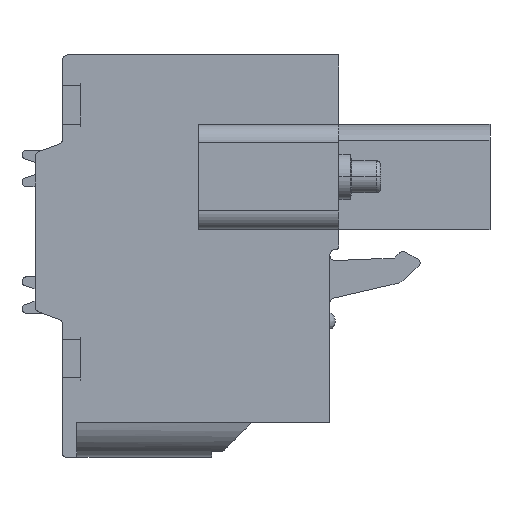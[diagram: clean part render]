
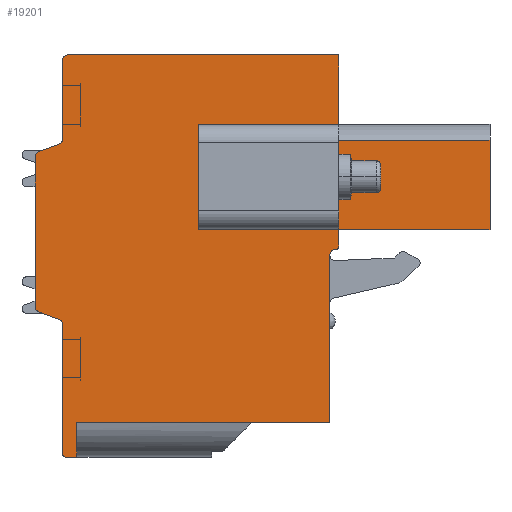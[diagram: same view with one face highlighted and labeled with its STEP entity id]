
A CAD part, front view. The second image highlights one B-rep face of the part: STEP entity #19201.
In plain terms, the highlighted planar face has unit normal (0, -1, 0).
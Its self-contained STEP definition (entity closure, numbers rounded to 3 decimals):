
#399=DIRECTION('',(-1.,0.,0.));
#400=VECTOR('',#399,6.3);
#401=CARTESIAN_POINT('',(2.781,-76.1,1.9));
#402=LINE('',#401,#400);
#403=DIRECTION('',(1.,0.,0.));
#404=VECTOR('',#403,6.3);
#405=CARTESIAN_POINT('',(-3.519,-76.1,7.65));
#406=LINE('',#405,#404);
#407=DIRECTION('',(0.,0.,1.));
#408=VECTOR('',#407,5.75);
#409=CARTESIAN_POINT('',(-3.519,-76.1,1.9));
#410=LINE('',#409,#408);
#411=DIRECTION('',(0.,0.,-1.));
#412=VECTOR('',#411,4.7);
#413=CARTESIAN_POINT('',(4.181,-76.1,11.475));
#414=LINE('',#413,#412);
#415=DIRECTION('',(-1.,0.,0.));
#416=VECTOR('',#415,8.3);
#417=CARTESIAN_POINT('',(12.481,-76.1,6.775));
#418=LINE('',#417,#416);
#419=DIRECTION('',(0.,0.,-1.));
#420=VECTOR('',#419,4.9);
#421=CARTESIAN_POINT('',(12.481,-76.1,6.775));
#422=LINE('',#421,#420);
#423=DIRECTION('',(-1.,0.,0.));
#424=VECTOR('',#423,8.3);
#425=CARTESIAN_POINT('',(12.481,-76.1,1.875));
#426=LINE('',#425,#424);
#427=DIRECTION('',(0.,0.,-1.));
#428=VECTOR('',#427,0.901);
#429=CARTESIAN_POINT('',(4.181,-76.1,1.875));
#430=LINE('',#429,#428);
#431=CARTESIAN_POINT('',(3.981,-76.1,0.974));
#432=DIRECTION('',(0.,1.,0.));
#433=DIRECTION('',(1.,0.,0.));
#434=AXIS2_PLACEMENT_3D('',#431,#432,#433);
#436=CARTESIAN_POINT('',(3.981,-76.1,0.474));
#437=DIRECTION('',(0.,-1.,0.));
#438=DIRECTION('',(0.,0.,1.));
#439=AXIS2_PLACEMENT_3D('',#436,#437,#438);
#441=DIRECTION('',(-1.,0.,0.));
#442=VECTOR('',#441,13.9);
#443=CARTESIAN_POINT('',(3.681,-76.1,-8.725));
#444=LINE('',#443,#442);
#445=DIRECTION('',(0.,0.,-1.));
#446=VECTOR('',#445,1.9);
#447=CARTESIAN_POINT('',(-10.219,-76.1,-8.725));
#448=LINE('',#447,#446);
#449=DIRECTION('',(-1.,0.,0.));
#450=VECTOR('',#449,0.6);
#451=CARTESIAN_POINT('',(-10.219,-76.1,-10.625));
#452=LINE('',#451,#450);
#453=CARTESIAN_POINT('',(-10.819,-76.1,-10.425));
#454=DIRECTION('',(0.,1.,0.));
#455=DIRECTION('',(0.,0.,-1.));
#456=AXIS2_PLACEMENT_3D('',#453,#454,#455);
#458=DIRECTION('',(0.,0.,1.));
#459=VECTOR('',#458,7.095);
#460=CARTESIAN_POINT('',(-11.019,-76.1,-10.425));
#461=LINE('',#460,#459);
#462=CARTESIAN_POINT('',(-11.319,-76.1,-3.33));
#463=DIRECTION('',(0.,-1.,0.));
#464=DIRECTION('',(1.,0.,0.));
#465=AXIS2_PLACEMENT_3D('',#462,#463,#464);
#467=DIRECTION('',(-0.94,0.,0.342));
#468=VECTOR('',#467,1.176);
#469=CARTESIAN_POINT('',(-11.216,-76.1,-3.048));
#470=LINE('',#469,#468);
#471=CARTESIAN_POINT('',(-12.219,-76.1,-2.364));
#472=DIRECTION('',(0.,1.,0.));
#473=DIRECTION('',(-0.342,0.,-0.94));
#474=AXIS2_PLACEMENT_3D('',#471,#472,#473);
#476=DIRECTION('',(0.,0.,1.));
#477=VECTOR('',#476,8.238);
#478=CARTESIAN_POINT('',(-12.519,-76.1,-2.364));
#479=LINE('',#478,#477);
#480=CARTESIAN_POINT('',(-12.219,-76.1,5.874));
#481=DIRECTION('',(0.,1.,0.));
#482=DIRECTION('',(-1.,0.,0.));
#483=AXIS2_PLACEMENT_3D('',#480,#481,#482);
#485=DIRECTION('',(0.94,0.,0.342));
#486=VECTOR('',#485,1.176);
#487=CARTESIAN_POINT('',(-12.321,-76.1,6.156));
#488=LINE('',#487,#486);
#489=CARTESIAN_POINT('',(-11.319,-76.1,6.84));
#490=DIRECTION('',(0.,-1.,0.));
#491=DIRECTION('',(0.342,0.,-0.94));
#492=AXIS2_PLACEMENT_3D('',#489,#490,#491);
#494=DIRECTION('',(0.,0.,1.));
#495=VECTOR('',#494,4.335);
#496=CARTESIAN_POINT('',(-11.019,-76.1,6.84));
#497=LINE('',#496,#495);
#498=CARTESIAN_POINT('',(-10.719,-76.1,11.175));
#499=DIRECTION('',(0.,1.,0.));
#500=DIRECTION('',(-1.,0.,0.));
#501=AXIS2_PLACEMENT_3D('',#498,#499,#500);
#503=DIRECTION('',(1.,0.,0.));
#504=VECTOR('',#503,14.9);
#505=CARTESIAN_POINT('',(-10.719,-76.1,11.475));
#506=LINE('',#505,#504);
#661=DIRECTION('',(0.,0.,1.));
#662=VECTOR('',#661,5.75);
#663=CARTESIAN_POINT('',(2.781,-76.1,1.9));
#664=LINE('',#663,#662);
#3357=DIRECTION('',(0.,0.,1.));
#3358=VECTOR('',#3357,9.199);
#3359=CARTESIAN_POINT('',(3.681,-76.1,-8.725));
#3360=LINE('',#3359,#3358);
#14494=CARTESIAN_POINT('',(-12.519,-76.1,-2.364));
#14495=CARTESIAN_POINT('',(-12.519,-76.1,5.874));
#14496=VERTEX_POINT('',#14494);
#14497=VERTEX_POINT('',#14495);
#14498=CARTESIAN_POINT('',(-12.321,-76.1,6.156));
#14499=VERTEX_POINT('',#14498);
#14500=CARTESIAN_POINT('',(-11.216,-76.1,6.558));
#14501=VERTEX_POINT('',#14500);
#14502=CARTESIAN_POINT('',(-11.019,-76.1,6.84));
#14503=VERTEX_POINT('',#14502);
#14504=CARTESIAN_POINT('',(-11.019,-76.1,11.175));
#14505=VERTEX_POINT('',#14504);
#14506=CARTESIAN_POINT('',(-10.719,-76.1,11.475));
#14507=VERTEX_POINT('',#14506);
#14508=CARTESIAN_POINT('',(4.181,-76.1,11.475));
#14509=VERTEX_POINT('',#14508);
#14510=CARTESIAN_POINT('',(3.681,-76.1,-8.725));
#14511=CARTESIAN_POINT('',(-10.219,-76.1,-8.725));
#14512=VERTEX_POINT('',#14510);
#14513=VERTEX_POINT('',#14511);
#14514=CARTESIAN_POINT('',(-10.219,-76.1,-10.625));
#14515=VERTEX_POINT('',#14514);
#14516=CARTESIAN_POINT('',(-10.819,-76.1,-10.625));
#14517=VERTEX_POINT('',#14516);
#14518=CARTESIAN_POINT('',(-11.019,-76.1,-10.425));
#14519=VERTEX_POINT('',#14518);
#14520=CARTESIAN_POINT('',(-11.019,-76.1,-3.33));
#14521=VERTEX_POINT('',#14520);
#14522=CARTESIAN_POINT('',(-11.216,-76.1,-3.048));
#14523=VERTEX_POINT('',#14522);
#14524=CARTESIAN_POINT('',(-12.321,-76.1,-2.646));
#14525=VERTEX_POINT('',#14524);
#14536=CARTESIAN_POINT('',(4.181,-76.1,0.974));
#14537=CARTESIAN_POINT('',(3.981,-76.1,0.774));
#14538=VERTEX_POINT('',#14536);
#14539=VERTEX_POINT('',#14537);
#14540=CARTESIAN_POINT('',(4.181,-76.1,1.875));
#14541=VERTEX_POINT('',#14540);
#14542=CARTESIAN_POINT('',(3.681,-76.1,0.474));
#14543=VERTEX_POINT('',#14542);
#14544=CARTESIAN_POINT('',(12.481,-76.1,1.875));
#14545=VERTEX_POINT('',#14544);
#15768=CARTESIAN_POINT('',(12.481,-76.1,6.775));
#15769=VERTEX_POINT('',#15768);
#18590=CARTESIAN_POINT('',(-3.519,-76.1,1.9));
#18591=CARTESIAN_POINT('',(-3.519,-76.1,7.65));
#18592=VERTEX_POINT('',#18590);
#18593=VERTEX_POINT('',#18591);
#18612=CARTESIAN_POINT('',(2.781,-76.1,1.9));
#18613=CARTESIAN_POINT('',(2.781,-76.1,7.65));
#18614=VERTEX_POINT('',#18612);
#18615=VERTEX_POINT('',#18613);
#18628=CARTESIAN_POINT('',(4.181,-76.1,6.775));
#18629=VERTEX_POINT('',#18628);
#19139=CARTESIAN_POINT('',(0.,-76.1,0.));
#19140=DIRECTION('',(0.,1.,0.));
#19141=DIRECTION('',(1.,0.,0.));
#19142=AXIS2_PLACEMENT_3D('',#19139,#19140,#19141);
#19143=PLANE('',#19142);
#19144=ORIENTED_EDGE('',*,*,#18895,.T.);
#19146=ORIENTED_EDGE('',*,*,#19145,.F.);
#19148=ORIENTED_EDGE('',*,*,#19147,.T.);
#19150=ORIENTED_EDGE('',*,*,#19149,.T.);
#19152=ORIENTED_EDGE('',*,*,#19151,.T.);
#19154=ORIENTED_EDGE('',*,*,#19153,.T.);
#19156=ORIENTED_EDGE('',*,*,#19155,.T.);
#19158=ORIENTED_EDGE('',*,*,#19157,.F.);
#19160=ORIENTED_EDGE('',*,*,#19159,.T.);
#19162=ORIENTED_EDGE('',*,*,#19161,.T.);
#19164=ORIENTED_EDGE('',*,*,#19163,.T.);
#19166=ORIENTED_EDGE('',*,*,#19165,.T.);
#19168=ORIENTED_EDGE('',*,*,#19167,.T.);
#19170=ORIENTED_EDGE('',*,*,#19169,.T.);
#19172=ORIENTED_EDGE('',*,*,#19171,.T.);
#19174=ORIENTED_EDGE('',*,*,#19173,.T.);
#19176=ORIENTED_EDGE('',*,*,#19175,.T.);
#19178=ORIENTED_EDGE('',*,*,#19177,.T.);
#19180=ORIENTED_EDGE('',*,*,#19179,.T.);
#19182=ORIENTED_EDGE('',*,*,#19181,.T.);
#19184=ORIENTED_EDGE('',*,*,#19183,.T.);
#19186=ORIENTED_EDGE('',*,*,#19185,.T.);
#19188=ORIENTED_EDGE('',*,*,#19187,.T.);
#19189=EDGE_LOOP('',(#19144,#19146,#19148,#19150,#19152,#19154,#19156,#19158,
#19160,#19162,#19164,#19166,#19168,#19170,#19172,#19174,#19176,#19178,#19180,
#19182,#19184,#19186,#19188));
#19190=FACE_OUTER_BOUND('',#19189,.F.);
#19192=ORIENTED_EDGE('',*,*,#19191,.F.);
#19194=ORIENTED_EDGE('',*,*,#19193,.T.);
#19196=ORIENTED_EDGE('',*,*,#19195,.F.);
#19198=ORIENTED_EDGE('',*,*,#19197,.F.);
#19199=EDGE_LOOP('',(#19192,#19194,#19196,#19198));
#19200=FACE_BOUND('',#19199,.F.);
#19201=ADVANCED_FACE('',(#19190,#19200),#19143,.F.);
#435=CIRCLE('',#434,0.2);
#440=CIRCLE('',#439,0.3);
#457=CIRCLE('',#456,0.2);
#466=CIRCLE('',#465,0.3);
#475=CIRCLE('',#474,0.3);
#484=CIRCLE('',#483,0.3);
#493=CIRCLE('',#492,0.3);
#502=CIRCLE('',#501,0.3);
#18895=EDGE_CURVE('',#14509,#18629,#414,.T.);
#19145=EDGE_CURVE('',#15769,#18629,#418,.T.);
#19147=EDGE_CURVE('',#15769,#14545,#422,.T.);
#19149=EDGE_CURVE('',#14545,#14541,#426,.T.);
#19151=EDGE_CURVE('',#14541,#14538,#430,.T.);
#19153=EDGE_CURVE('',#14538,#14539,#435,.T.);
#19155=EDGE_CURVE('',#14539,#14543,#440,.T.);
#19157=EDGE_CURVE('',#14512,#14543,#3360,.T.);
#19159=EDGE_CURVE('',#14512,#14513,#444,.T.);
#19161=EDGE_CURVE('',#14513,#14515,#448,.T.);
#19163=EDGE_CURVE('',#14515,#14517,#452,.T.);
#19165=EDGE_CURVE('',#14517,#14519,#457,.T.);
#19167=EDGE_CURVE('',#14519,#14521,#461,.T.);
#19169=EDGE_CURVE('',#14521,#14523,#466,.T.);
#19171=EDGE_CURVE('',#14523,#14525,#470,.T.);
#19173=EDGE_CURVE('',#14525,#14496,#475,.T.);
#19175=EDGE_CURVE('',#14496,#14497,#479,.T.);
#19177=EDGE_CURVE('',#14497,#14499,#484,.T.);
#19179=EDGE_CURVE('',#14499,#14501,#488,.T.);
#19181=EDGE_CURVE('',#14501,#14503,#493,.T.);
#19183=EDGE_CURVE('',#14503,#14505,#497,.T.);
#19185=EDGE_CURVE('',#14505,#14507,#502,.T.);
#19187=EDGE_CURVE('',#14507,#14509,#506,.T.);
#19191=EDGE_CURVE('',#18614,#18592,#402,.T.);
#19193=EDGE_CURVE('',#18614,#18615,#664,.T.);
#19195=EDGE_CURVE('',#18593,#18615,#406,.T.);
#19197=EDGE_CURVE('',#18592,#18593,#410,.T.);
